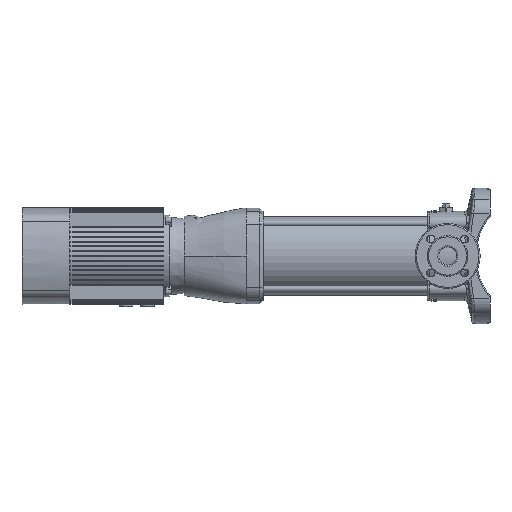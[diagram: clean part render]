
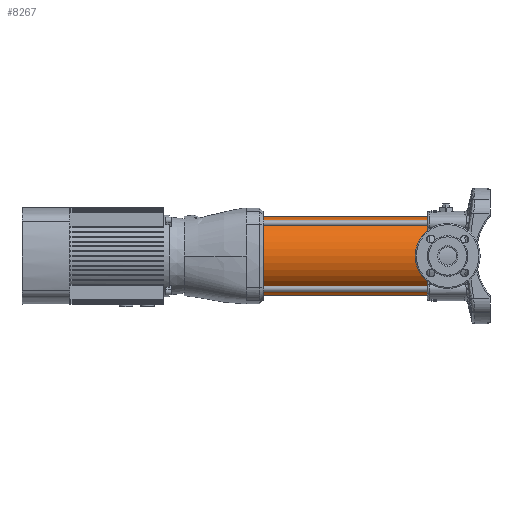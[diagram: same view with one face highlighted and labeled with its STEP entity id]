
A CAD part, left-side view. The second image highlights one B-rep face of the part: STEP entity #8267.
In plain terms, the highlighted cylindrical face has radius 70 mm (diameter 140 mm), a partial arc.
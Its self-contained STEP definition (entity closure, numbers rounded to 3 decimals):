
#2033 = LINE ( 'NONE', #65224, #4008 ) ;
#3388 = VERTEX_POINT ( 'NONE', #18355 ) ;
#4008 = VECTOR ( 'NONE', #60365, 1000. ) ;
#5407 = ORIENTED_EDGE ( 'NONE', *, *, #68489, .T. ) ;
#7123 = DIRECTION ( 'NONE',  ( 0., 0., 1. ) ) ;
#7602 = ORIENTED_EDGE ( 'NONE', *, *, #41751, .F. ) ;
#8267 = ADVANCED_FACE ( 'NONE', ( #14897 ), #35724, .T. ) ;
#8954 = VERTEX_POINT ( 'NONE', #19612 ) ;
#9232 = EDGE_LOOP ( 'NONE', ( #53325, #7602, #45065, #5407 ) ) ;
#10022 = DIRECTION ( 'NONE',  ( 0., -1., 0. ) ) ;
#14897 = FACE_OUTER_BOUND ( 'NONE', #9232, .T. ) ;
#16377 = CARTESIAN_POINT ( 'NONE',  ( 0., 111., -70. ) ) ;
#18355 = CARTESIAN_POINT ( 'NONE',  ( 0., 402., 70. ) ) ;
#19540 = VERTEX_POINT ( 'NONE', #63693 ) ;
#19612 = CARTESIAN_POINT ( 'NONE',  ( 0., 402., -70. ) ) ;
#20460 = CARTESIAN_POINT ( 'NONE',  ( 0., 402., 0. ) ) ;
#24110 = DIRECTION ( 'NONE',  ( 0., 1., 0. ) ) ;
#25193 = CIRCLE ( 'NONE', #56268, 70. ) ;
#27151 = CARTESIAN_POINT ( 'NONE',  ( 0., 402., 70. ) ) ;
#28048 = CARTESIAN_POINT ( 'NONE',  ( 0., 402., 0. ) ) ;
#29392 = VERTEX_POINT ( 'NONE', #16377 ) ;
#30003 = EDGE_CURVE ( 'NONE', #8954, #29392, #2033, .T. ) ;
#33629 = VECTOR ( 'NONE', #43814, 1000. ) ;
#35724 = CYLINDRICAL_SURFACE ( 'NONE', #58998, 70. ) ;
#40601 = DIRECTION ( 'NONE',  ( 0., 0., -1. ) ) ;
#41751 = EDGE_CURVE ( 'NONE', #8954, #3388, #60260, .T. ) ;
#43814 = DIRECTION ( 'NONE',  ( 0., -1., 0. ) ) ;
#45065 = ORIENTED_EDGE ( 'NONE', *, *, #30003, .T. ) ;
#49244 = DIRECTION ( 'NONE',  ( 0., 1., 0. ) ) ;
#49584 = DIRECTION ( 'NONE',  ( 0., 0., 1. ) ) ;
#53325 = ORIENTED_EDGE ( 'NONE', *, *, #58567, .F. ) ;
#54694 = CARTESIAN_POINT ( 'NONE',  ( 0., 111., 0. ) ) ;
#56268 = AXIS2_PLACEMENT_3D ( 'NONE', #54694, #24110, #7123 ) ;
#58567 = EDGE_CURVE ( 'NONE', #3388, #19540, #58753, .T. ) ;
#58753 = LINE ( 'NONE', #27151, #33629 ) ;
#58998 = AXIS2_PLACEMENT_3D ( 'NONE', #20460, #10022, #40601 ) ;
#59172 = AXIS2_PLACEMENT_3D ( 'NONE', #28048, #49244, #49584 ) ;
#60260 = CIRCLE ( 'NONE', #59172, 70. ) ;
#60365 = DIRECTION ( 'NONE',  ( 0., -1., 0. ) ) ;
#63693 = CARTESIAN_POINT ( 'NONE',  ( 0., 111., 70. ) ) ;
#65224 = CARTESIAN_POINT ( 'NONE',  ( 0., 402., -70. ) ) ;
#68489 = EDGE_CURVE ( 'NONE', #29392, #19540, #25193, .T. ) ;
